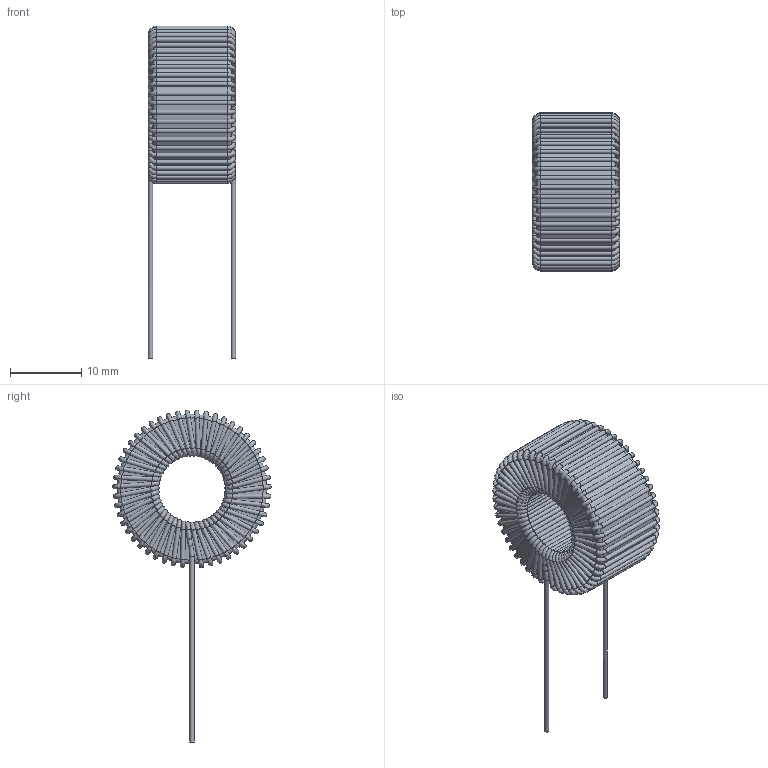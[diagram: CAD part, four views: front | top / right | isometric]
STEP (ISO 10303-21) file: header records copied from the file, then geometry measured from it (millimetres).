
FILE_DESCRIPTION(('FreeCAD Model'),'2;1');
FILE_NAME('Fusion.step','2017-05-17T07:55:03',( 'kicad StepUp'),('ksu MCAD'),'Open CASCADE STEP processor 6.8', 'FreeCAD','Unknown');
FILE_SCHEMA(('AUTOMOTIVE_DESIGN_CC2 { 1 2 10303 214 -1 1 5 4 }'));
Length unit declared in the file: millimetre
Products named in the file (2): ASSEMBLY; Fusion
Assembly tree (1 placements, depth 2):
  ASSEMBLY
    Fusion
Bounding box: 12.24 x 22.23 x 46.6 mm (x, y, z)
Volume: 3343.9 mm3; surface area: 4879.8 mm2
Topology: 2 solids, 2 shells, 419 faces, 836 edges, 421 vertices
Faces by surface type: cylinder 207, torus 107, bspline 101, plane 4
Full cylindrical faces by diameter (mm): 0.6 x205, 10.5 x1, 21 x1
Entity records: 37652 total; most frequent: CARTESIAN_POINT 27129, ORIENTED_EDGE 1672, DIRECTION 1474, EDGE_CURVE 836, AXIS2_PLACEMENT_3D 737, FACE_BOUND 421, EDGE_LOOP 421, VERTEX_POINT 421
